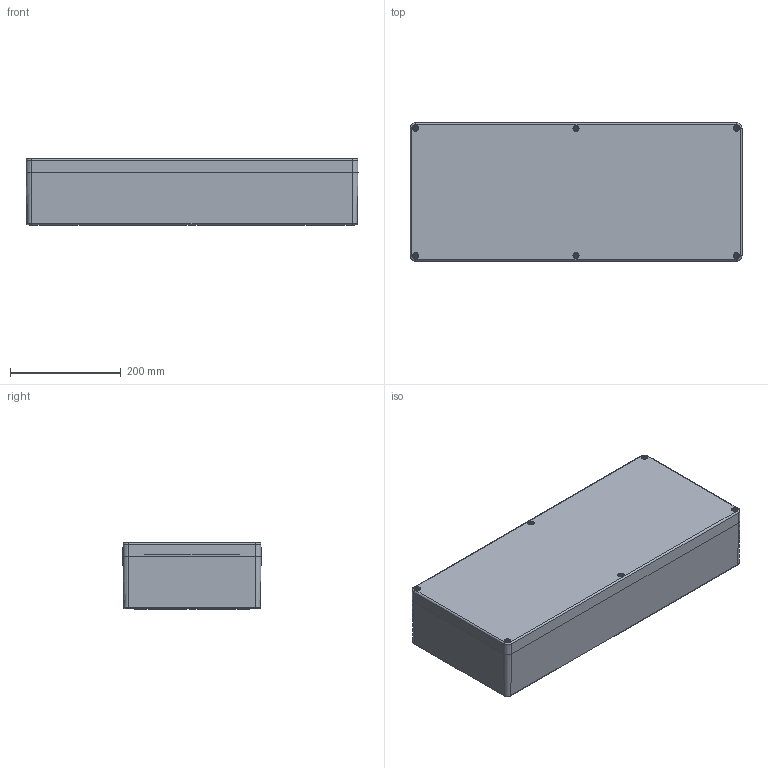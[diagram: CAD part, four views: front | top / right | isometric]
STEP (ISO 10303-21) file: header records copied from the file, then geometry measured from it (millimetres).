
FILE_DESCRIPTION((''),'2;1');
FILE_NAME('0201102000-MBP_602512_VE.stp','2015-01-19T10:19:32',('robin.rentz'),(''),'Autodesk Inventor 2012','Autodesk Inventor 2012','');
FILE_SCHEMA(('AUTOMOTIVE_DESIGN { 1 2 10303 214 0 1 1 1 }'));
Length unit declared in the file: millimetre
Products named in the file (5): 0201102000-MBP_602512_VE; 0201102000-UT_602512_VE; 0201102000-OT_602512_VE; xxx-O-Ring-MBP_602512; Schraube BM 6x30
Assembly tree (9 placements, depth 2):
  0201102000-MBP_602512_VE
    0201102000-UT_602512_VE
    0201102000-OT_602512_VE
    xxx-O-Ring-MBP_602512
    Schraube BM 6x30  x6
Bounding box: 600 x 250 x 121 mm (x, y, z)
Volume: 3031276.6 mm3; surface area: 1038469.3 mm2
Topology: 9 solids, 9 shells, 1330 faces, 3354 edges, 2132 vertices
Faces by surface type: plane 484, bspline 258, cone 204, cylinder 200, torus 178, sphere 6
Full cylindrical faces by diameter (mm): 4.917 x12, 5 x6, 6 x6, 7 x10, 7.5 x6, 10 x6, 11 x10
Entity records: 35236 total; most frequent: CARTESIAN_POINT 9664, ORIENTED_EDGE 5496, DIRECTION 4776, EDGE_CURVE 2748, VERTEX_POINT 1780, AXIS2_PLACEMENT_3D 1704, VECTOR 1368, LINE 1368
